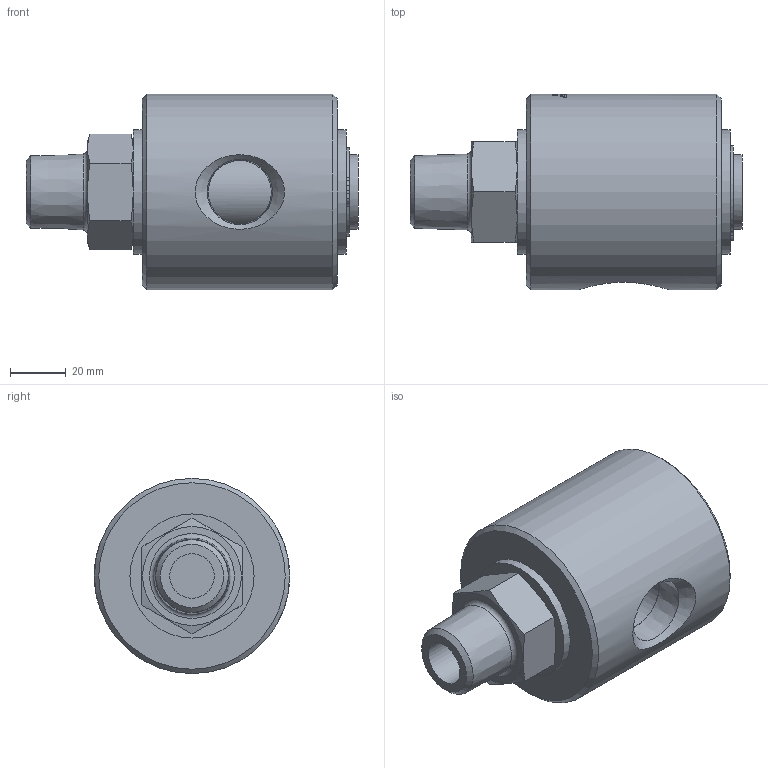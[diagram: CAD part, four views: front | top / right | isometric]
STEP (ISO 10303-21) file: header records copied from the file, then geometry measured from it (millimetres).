
FILE_DESCRIPTION(/* description */ (''),/* implementation_level */ '2;1');
FILE_NAME(/* name */ '21-040-101-IC.stp',/* time_stamp */ '2020-05-20T16:47:00-05:00',/* author */ ('manton'),/* organization */ (''),/* preprocessor_version */ 'ST-DEVELOPER v18',/* originating_system */ 'Autodesk Inventor 2020',/* authorisation */ '');
FILE_SCHEMA (('AUTOMOTIVE_DESIGN { 1 0 10303 214 3 1 1 }'));
Products named in the file (1): 21-040-101-IC
Bounding box: 119 x 70 x 70 mm (x, y, z)
Volume: 293387.2 mm3; surface area: 31515.6 mm2
Topology: 1 solids, 1 shells, 303 faces, 792 edges, 530 vertices
Faces by surface type: bspline 140, plane 107, cylinder 47, cone 8, torus 1
Full cylindrical faces by diameter (mm): 2 x2, 16 x1, 22.631 x1, 26.75 x1, 44.45 x2, 70 x1
Entity records: 39769 total; most frequent: CARTESIAN_POINT 32799, ORIENTED_EDGE 1584, DIRECTION 1122, EDGE_CURVE 792, VERTEX_POINT 530, AXIS2_PLACEMENT_3D 404, EDGE_LOOP 342, LINE 314
